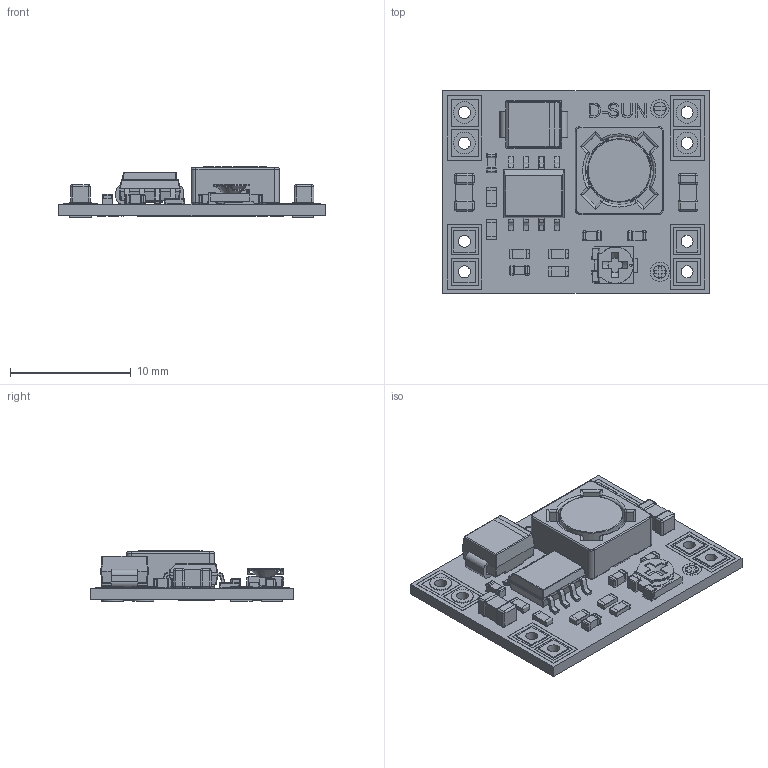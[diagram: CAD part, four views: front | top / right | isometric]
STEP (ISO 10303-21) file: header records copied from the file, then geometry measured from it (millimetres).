
FILE_DESCRIPTION(/* description */ (''),/* implementation_level */ '2;1');
FILE_NAME(/* name */ 'MP1584 DC-DC Converter.step',/* time_stamp */ '2019-07-25T22:49:44+01:00',/* author */ (''),/* organization */ (''),/* preprocessor_version */ 'ST-DEVELOPER v18',/* originating_system */ 'Autodesk Translation Framework v8.2.0.1029',/* authorisation */ '');
FILE_SCHEMA (('AUTOMOTIVE_DESIGN { 1 0 10303 214 3 1 1 }'));
Products named in the file (6): MP1584 DC-DC Converter; main001; silk-TOP; pins; comp-top; silk-bot
Assembly tree (5 placements, depth 2):
  MP1584 DC-DC Converter
    main001
    silk-TOP
    pins
    comp-top
    silk-bot
Bounding box: 22.1 x 16.8 x 4.19 mm (x, y, z)
Volume: 609.1 mm3; surface area: 1679.6 mm2
Topology: 52 solids, 52 shells, 1551 faces, 3826 edges, 2275 vertices
Faces by surface type: plane 689, cylinder 410, bspline 268, sphere 159, torus 22, cone 3
Full cylindrical faces by diameter (mm): 1 x8, 1.07 x2, 1.53 x1, 1.603 x1, 1.8 x8, 5.25 x1
Entity records: 53980 total; most frequent: CARTESIAN_POINT 17878, ORIENTED_EDGE 7442, DIRECTION 6787, EDGE_CURVE 3721, AXIS2_PLACEMENT_3D 2318, VERTEX_POINT 2275, LINE 2151, VECTOR 2151
